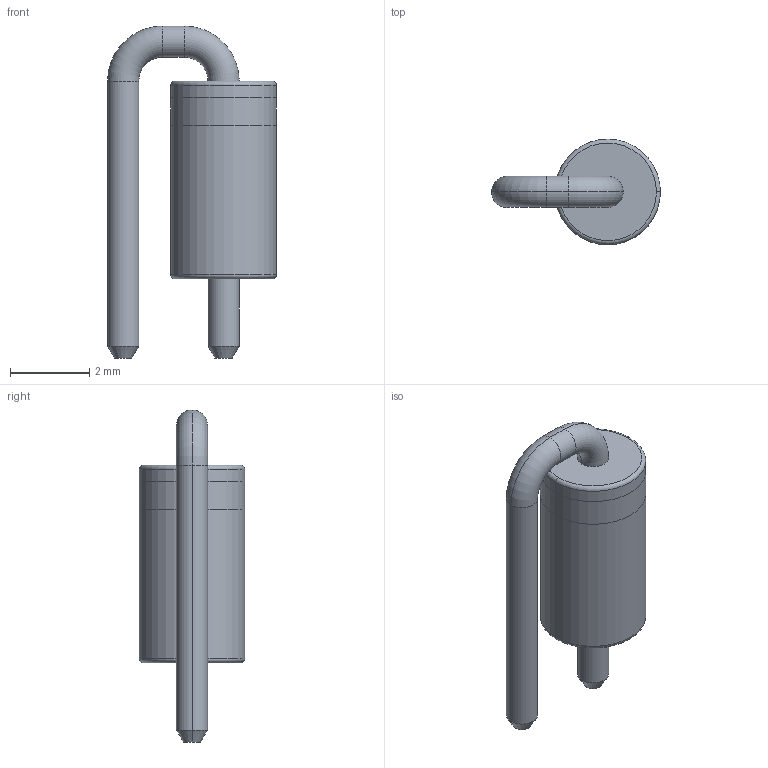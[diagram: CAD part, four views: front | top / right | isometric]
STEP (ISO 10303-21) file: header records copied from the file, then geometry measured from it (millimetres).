
FILE_DESCRIPTION (( 'STEP AP214' ), '1' );
FILE_NAME ('1662ADC1-D1BF-4BDE-BB2B-D38CF8453A69.STEP', '2009-04-20T11:17:23', ( 'sysAdmin' ), ( 'SolidWorks' ), 'SwSTEP 2.0', 'SolidWorks 2009', '' );
FILE_SCHEMA (( 'AUTOMOTIVE_DESIGN' ));
Length unit declared in the file: millimetre
Products named in the file (1): 1662ADC1-D1BF-4BDE-BB2B-D38CF8453A69
Bounding box: 4.27 x 2.67 x 8.39 mm (x, y, z)
Volume: 34 mm3; surface area: 82.9 mm2
Topology: 1 solids, 1 shells, 28 faces, 54 edges, 30 vertices
Faces by surface type: cylinder 12, torus 8, cone 4, plane 4
Entity records: 1021 total; most frequent: DIRECTION 150, CARTESIAN_POINT 113, ORIENTED_EDGE 108, AXIS2_PLACEMENT_3D 67, EDGE_CURVE 54, CIRCLE 38, EDGE_LOOP 30, VERTEX_POINT 30
